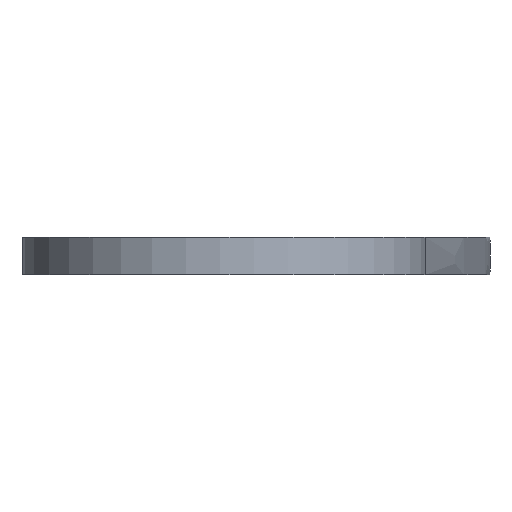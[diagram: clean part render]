
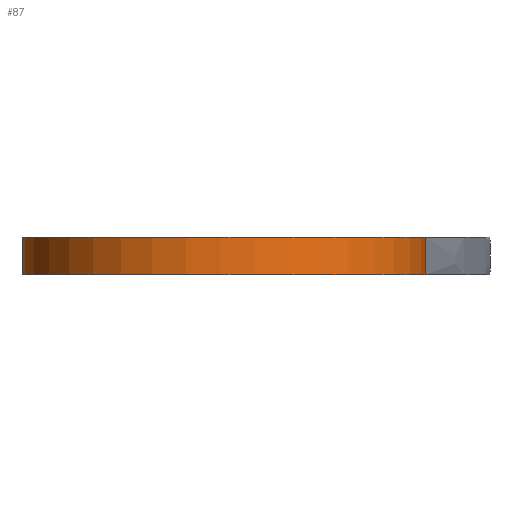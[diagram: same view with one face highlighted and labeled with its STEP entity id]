
A CAD part, left-side view. The second image highlights one B-rep face of the part: STEP entity #87.
In plain terms, the highlighted cylindrical face has radius 16 mm (diameter 32 mm), a partial arc.
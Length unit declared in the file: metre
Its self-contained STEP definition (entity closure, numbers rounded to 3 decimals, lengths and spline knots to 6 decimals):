
#87 = ADVANCED_FACE( '', ( #217 ), #218, .T. );
#217 = FACE_OUTER_BOUND( '', #448, .T. );
#218 = CYLINDRICAL_SURFACE( '', #449, 0.016 );
#448 = EDGE_LOOP( '', ( #709, #710, #711, #712 ) );
#449 = AXIS2_PLACEMENT_3D( '', #713, #714, #715 );
#709 = ORIENTED_EDGE( '', *, *, #1225, .T. );
#710 = ORIENTED_EDGE( '', *, *, #1223, .F. );
#711 = ORIENTED_EDGE( '', *, *, #1226, .F. );
#712 = ORIENTED_EDGE( '', *, *, #1227, .T. );
#713 = CARTESIAN_POINT( '', ( -0.026518, -0.026515, 0.003 ) );
#714 = DIRECTION( '', ( 0., 0., 1. ) );
#715 = DIRECTION( '', ( -1., 0., 0. ) );
#1223 = EDGE_CURVE( '', #1423, #1418, #1425, .T. );
#1225 = EDGE_CURVE( '', #1427, #1418, #1428, .T. );
#1226 = EDGE_CURVE( '', #1429, #1423, #1430, .T. );
#1227 = EDGE_CURVE( '', #1429, #1427, #1431, .T. );
#1418 = VERTEX_POINT( '', #1712 );
#1423 = VERTEX_POINT( '', #1726 );
#1425 = LINE( '', #1736, #1737 );
#1427 = VERTEX_POINT( '', #1739 );
#1428 = CIRCLE( '', #1740, 0.016 );
#1429 = VERTEX_POINT( '', #1741 );
#1430 = CIRCLE( '', #1742, 0.016 );
#1431 = LINE( '', #1743, #1744 );
#1712 = CARTESIAN_POINT( '', ( -0.027264, -0.042498, 0. ) );
#1726 = CARTESIAN_POINT( '', ( -0.027264, -0.042498, 0.003 ) );
#1736 = CARTESIAN_POINT( '', ( -0.027264, -0.042498, 0.003 ) );
#1737 = VECTOR( '', #2124, 1. );
#1739 = CARTESIAN_POINT( '', ( -0.011658, -0.020583, 0. ) );
#1740 = AXIS2_PLACEMENT_3D( '', #2125, #2126, #2127 );
#1741 = CARTESIAN_POINT( '', ( -0.011658, -0.020583, 0.003 ) );
#1742 = AXIS2_PLACEMENT_3D( '', #2128, #2129, #2130 );
#1743 = CARTESIAN_POINT( '', ( -0.011658, -0.020583, 0.003 ) );
#1744 = VECTOR( '', #2131, 1. );
#2124 = DIRECTION( '', ( 0., 0., -1. ) );
#2125 = CARTESIAN_POINT( '', ( -0.026518, -0.026515, 0. ) );
#2126 = DIRECTION( '', ( 0., 0., 1. ) );
#2127 = DIRECTION( '', ( 1., 0., 0. ) );
#2128 = CARTESIAN_POINT( '', ( -0.026518, -0.026515, 0.003 ) );
#2129 = DIRECTION( '', ( 0., 0., 1. ) );
#2130 = DIRECTION( '', ( 1., 0., 0. ) );
#2131 = DIRECTION( '', ( 0., 0., -1. ) );
